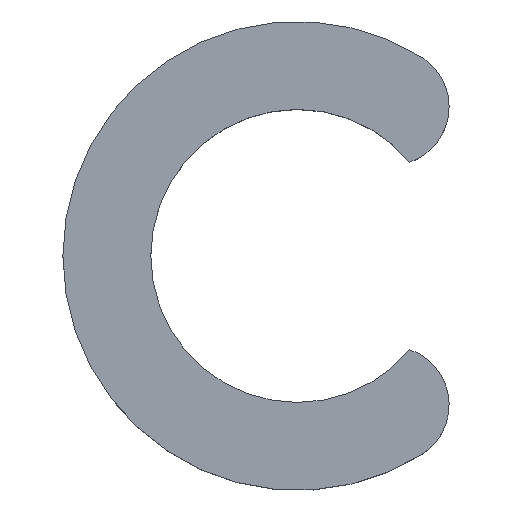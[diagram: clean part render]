
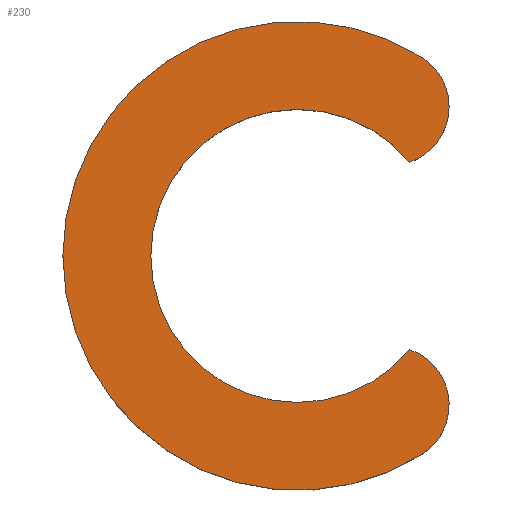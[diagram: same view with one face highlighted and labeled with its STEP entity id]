
A CAD part, top view. The second image highlights one B-rep face of the part: STEP entity #230.
In plain terms, the highlighted planar face has unit normal (0, 0, 1).
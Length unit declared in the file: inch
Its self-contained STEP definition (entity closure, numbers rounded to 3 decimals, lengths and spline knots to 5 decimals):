
#6 = DIRECTION ( 'NONE',  ( 0., 0., 1. ) ) ;
#8 = CARTESIAN_POINT ( 'NONE',  ( 0., 0., 0.85 ) ) ;
#9 = VERTEX_POINT ( 'NONE', #300 ) ;
#11 = PLANE ( 'NONE',  #246 ) ;
#14 = CIRCLE ( 'NONE', #208, 0.5 ) ;
#24 = CARTESIAN_POINT ( 'NONE',  ( 0.79517, 1.27189, 0.85 ) ) ;
#30 = EDGE_LOOP ( 'NONE', ( #121, #265, #150, #316, #170, #154 ) ) ;
#31 = DIRECTION ( 'NONE',  ( 1., 0., 0. ) ) ;
#41 = FACE_OUTER_BOUND ( 'NONE', #30, .T. ) ;
#54 = VERTEX_POINT ( 'NONE', #105 ) ;
#56 = CIRCLE ( 'NONE', #236, 0.5 ) ;
#57 = CIRCLE ( 'NONE', #114, 0.5 ) ;
#74 = EDGE_CURVE ( 'NONE', #212, #9, #56, .T. ) ;
#75 = DIRECTION ( 'NONE',  ( 1., 0., 0. ) ) ;
#76 = CARTESIAN_POINT ( 'NONE',  ( 0., 0., 0.85 ) ) ;
#80 = CARTESIAN_POINT ( 'NONE',  ( 0., 0., 0.85 ) ) ;
#84 = DIRECTION ( 'NONE',  ( 0., 0., 1. ) ) ;
#89 = CARTESIAN_POINT ( 'NONE',  ( -2., 0., 0.85 ) ) ;
#91 = EDGE_CURVE ( 'NONE', #232, #212, #196, .T. ) ;
#99 = AXIS2_PLACEMENT_3D ( 'NONE', #8, #104, #204 ) ;
#102 = CARTESIAN_POINT ( 'NONE',  ( 0.79517, -1.27189, 0.85 ) ) ;
#104 = DIRECTION ( 'NONE',  ( 0., 0., 1. ) ) ;
#105 = CARTESIAN_POINT ( 'NONE',  ( 1.29517, 1.27189, 0.85 ) ) ;
#107 = DIRECTION ( 'NONE',  ( 1., 0., 0. ) ) ;
#108 = EDGE_CURVE ( 'NONE', #257, #9, #290, .T. ) ;
#111 = DIRECTION ( 'NONE',  ( 1., 0., 0. ) ) ;
#114 = AXIS2_PLACEMENT_3D ( 'NONE', #157, #253, #31 ) ;
#120 = AXIS2_PLACEMENT_3D ( 'NONE', #76, #188, #111 ) ;
#121 = ORIENTED_EDGE ( 'NONE', *, *, #303, .T. ) ;
#127 = DIRECTION ( 'NONE',  ( 1., 0., 0. ) ) ;
#134 = CARTESIAN_POINT ( 'NONE',  ( 0., 0., 0.85 ) ) ;
#139 = DIRECTION ( 'NONE',  ( 1., 0., 0. ) ) ;
#146 = CIRCLE ( 'NONE', #120, 2. ) ;
#150 = ORIENTED_EDGE ( 'NONE', *, *, #74, .T. ) ;
#154 = ORIENTED_EDGE ( 'NONE', *, *, #175, .T. ) ;
#157 = CARTESIAN_POINT ( 'NONE',  ( 0.79517, 1.27189, 0.85 ) ) ;
#161 = CARTESIAN_POINT ( 'NONE',  ( 1.06023, 1.69585, 0.85 ) ) ;
#164 = CARTESIAN_POINT ( 'NONE',  ( 1.06023, -1.69585, 0.85 ) ) ;
#166 = EDGE_CURVE ( 'NONE', #257, #54, #14, .T. ) ;
#167 = AXIS2_PLACEMENT_3D ( 'NONE', #80, #84, #107 ) ;
#170 = ORIENTED_EDGE ( 'NONE', *, *, #166, .T. ) ;
#174 = CARTESIAN_POINT ( 'NONE',  ( 0.96047, 0.8, 0.85 ) ) ;
#175 = EDGE_CURVE ( 'NONE', #54, #250, #57, .T. ) ;
#183 = DIRECTION ( 'NONE',  ( 0., 0., 1. ) ) ;
#188 = DIRECTION ( 'NONE',  ( 0., 0., 1. ) ) ;
#196 = CIRCLE ( 'NONE', #99, 2. ) ;
#204 = DIRECTION ( 'NONE',  ( 1., 0., 0. ) ) ;
#208 = AXIS2_PLACEMENT_3D ( 'NONE', #24, #183, #127 ) ;
#212 = VERTEX_POINT ( 'NONE', #164 ) ;
#230 = ADVANCED_FACE ( 'NONE', ( #41 ), #11, .T. ) ;
#232 = VERTEX_POINT ( 'NONE', #89 ) ;
#236 = AXIS2_PLACEMENT_3D ( 'NONE', #102, #6, #75 ) ;
#246 = AXIS2_PLACEMENT_3D ( 'NONE', #134, #258, #139 ) ;
#250 = VERTEX_POINT ( 'NONE', #161 ) ;
#253 = DIRECTION ( 'NONE',  ( 0., 0., 1. ) ) ;
#257 = VERTEX_POINT ( 'NONE', #174 ) ;
#258 = DIRECTION ( 'NONE',  ( 0., 0., 1. ) ) ;
#265 = ORIENTED_EDGE ( 'NONE', *, *, #91, .T. ) ;
#290 = CIRCLE ( 'NONE', #167, 1.25 ) ;
#300 = CARTESIAN_POINT ( 'NONE',  ( 0.96047, -0.8, 0.85 ) ) ;
#303 = EDGE_CURVE ( 'NONE', #250, #232, #146, .T. ) ;
#316 = ORIENTED_EDGE ( 'NONE', *, *, #108, .F. ) ;
